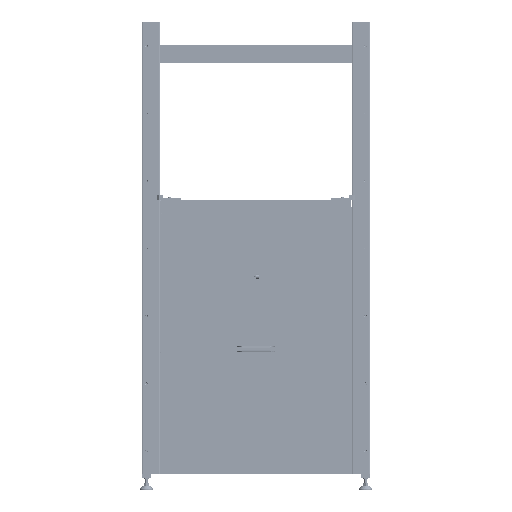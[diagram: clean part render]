
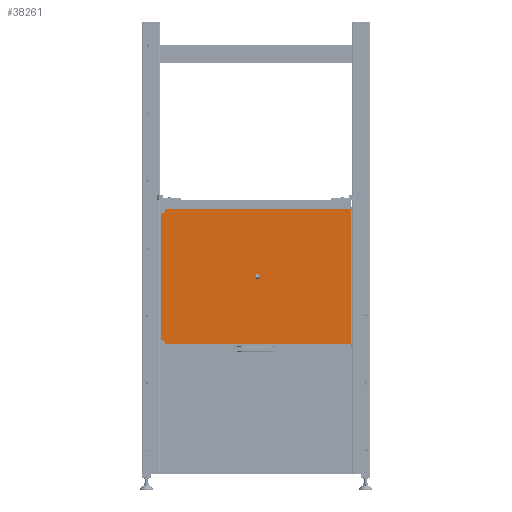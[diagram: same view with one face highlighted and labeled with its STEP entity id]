
A CAD part, front view. The second image highlights one B-rep face of the part: STEP entity #38261.
In plain terms, the highlighted planar face has unit normal (0, -1, 0).
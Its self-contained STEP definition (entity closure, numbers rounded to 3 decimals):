
#38261=ADVANCED_FACE('',(#45701),#45702,.T.);
#45701=FACE_OUTER_BOUND('',#55996,.T.);
#45702=PLANE('',#55997);
#55996=EDGE_LOOP('',(#67908,#67909,#67910,#67911));
#55997=AXIS2_PLACEMENT_3D('',#67912,#67913,#67914);
#67908=ORIENTED_EDGE('',*,*,#90517,.F.);
#67909=ORIENTED_EDGE('',*,*,#90520,.F.);
#67910=ORIENTED_EDGE('',*,*,#90512,.F.);
#67911=ORIENTED_EDGE('',*,*,#90508,.F.);
#67912=CARTESIAN_POINT('',(0.,-60.5,864.329));
#67913=DIRECTION('',(0.0,-1.0,0.));
#67914=DIRECTION('',(1.0,0.0,0.0));
#90508=EDGE_CURVE('',#100082,#100084,#100085,.T.);
#90512=EDGE_CURVE('',#100084,#100090,#100091,.T.);
#90517=EDGE_CURVE('',#100097,#100082,#100099,.T.);
#90520=EDGE_CURVE('',#100090,#100097,#100102,.T.);
#100082=VERTEX_POINT('',#115047);
#100084=VERTEX_POINT('',#115050);
#100085=LINE('',#115051,#115052);
#100090=VERTEX_POINT('',#115059);
#100091=LINE('',#115060,#115061);
#100097=VERTEX_POINT('',#115069);
#100099=LINE('',#115072,#115073);
#100102=LINE('',#115077,#115078);
#115047=CARTESIAN_POINT('',(-427.0,-60.5,558.329));
#115050=CARTESIAN_POINT('',(-427.0,-60.5,1170.329));
#115051=CARTESIAN_POINT('',(-427.0,-60.5,864.329));
#115052=VECTOR('',#139830,1.0);
#115059=CARTESIAN_POINT('',(427.0,-60.5,1170.329));
#115060=CARTESIAN_POINT('',(0.,-60.5,1170.329));
#115061=VECTOR('',#139833,1.0);
#115069=CARTESIAN_POINT('',(427.0,-60.5,558.329));
#115072=CARTESIAN_POINT('',(0.,-60.5,558.329));
#115073=VECTOR('',#139837,1.0);
#115077=CARTESIAN_POINT('',(427.0,-60.5,864.329));
#115078=VECTOR('',#139839,1.0);
#139830=DIRECTION('',(0.0,0.,1.0));
#139833=DIRECTION('',(1.0,0.0,0.0));
#139837=DIRECTION('',(-1.0,0.0,0.0));
#139839=DIRECTION('',(0.0,0.,-1.0));
